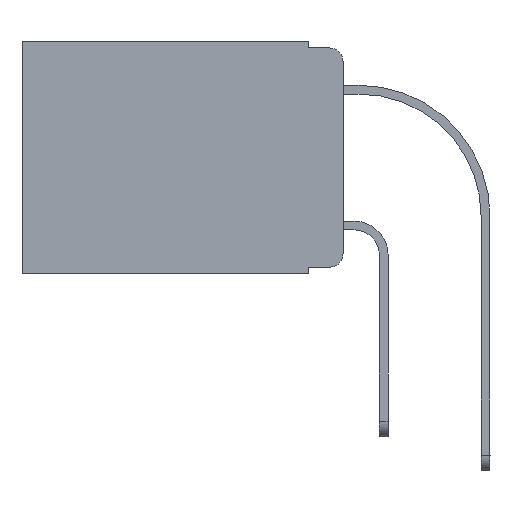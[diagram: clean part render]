
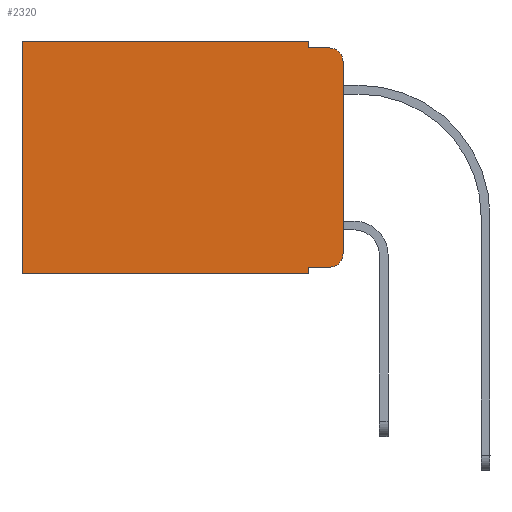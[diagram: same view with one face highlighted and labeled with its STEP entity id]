
A CAD part, left-side view. The second image highlights one B-rep face of the part: STEP entity #2320.
In plain terms, the highlighted planar face has unit normal (-1, 0, 0).
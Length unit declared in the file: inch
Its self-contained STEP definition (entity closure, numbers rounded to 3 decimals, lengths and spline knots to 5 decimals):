
#496 = VERTEX_POINT ( 'NONE', #7694 ) ;
#523 = EDGE_LOOP ( 'NONE', ( #704, #2253, #9184, #2379, #4373, #7274, #9065, #6547, #10080, #2002 ) ) ;
#704 = ORIENTED_EDGE ( 'NONE', *, *, #5228, .F. ) ;
#725 = LINE ( 'NONE', #10386, #7004 ) ;
#749 = CARTESIAN_POINT ( 'NONE',  ( 0.298, 0.02, -0.333 ) ) ;
#829 = AXIS2_PLACEMENT_3D ( 'NONE', #5162, #10290, #13612 ) ;
#1049 = VECTOR ( 'NONE', #11609, 39.37008 ) ;
#1292 = VECTOR ( 'NONE', #9856, 39.37008 ) ;
#1382 = LINE ( 'NONE', #13513, #6890 ) ;
#1980 = VERTEX_POINT ( 'NONE', #9458 ) ;
#1984 = LINE ( 'NONE', #3113, #2625 ) ;
#2002 = ORIENTED_EDGE ( 'NONE', *, *, #3734, .T. ) ;
#2159 = CARTESIAN_POINT ( 'NONE',  ( 0.298, 0., -0.03 ) ) ;
#2253 = ORIENTED_EDGE ( 'NONE', *, *, #4364, .T. ) ;
#2320 = ADVANCED_FACE ( 'NONE', ( #7107 ), #12443, .F. ) ;
#2379 = ORIENTED_EDGE ( 'NONE', *, *, #3232, .F. ) ;
#2566 = VERTEX_POINT ( 'NONE', #2159 ) ;
#2598 = DIRECTION ( 'NONE',  ( 1., 0., 0. ) ) ;
#2625 = VECTOR ( 'NONE', #6301, 39.37008 ) ;
#3113 = CARTESIAN_POINT ( 'NONE',  ( 0.298, 0.051, 0. ) ) ;
#3164 = VERTEX_POINT ( 'NONE', #3558 ) ;
#3232 = EDGE_CURVE ( 'NONE', #496, #8154, #11105, .T. ) ;
#3337 = EDGE_CURVE ( 'NONE', #496, #9804, #7288, .T. ) ;
#3493 = DIRECTION ( 'NONE',  ( 0., 0., -1. ) ) ;
#3558 = CARTESIAN_POINT ( 'NONE',  ( 0.298, 0.473, -0.343 ) ) ;
#3696 = VECTOR ( 'NONE', #13600, 39.37008 ) ;
#3734 = EDGE_CURVE ( 'NONE', #6741, #1980, #6262, .T. ) ;
#3790 = CIRCLE ( 'NONE', #11702, 0.02 ) ;
#3827 = EDGE_CURVE ( 'NONE', #9007, #3164, #13756, .T. ) ;
#3871 = DIRECTION ( 'NONE',  ( 0., 0., -1. ) ) ;
#4364 = EDGE_CURVE ( 'NONE', #2566, #4369, #3790, .T. ) ;
#4369 = VERTEX_POINT ( 'NONE', #5547 ) ;
#4373 = ORIENTED_EDGE ( 'NONE', *, *, #3337, .T. ) ;
#4473 = CARTESIAN_POINT ( 'NONE',  ( 0.298, 0.02, -0.03 ) ) ;
#4899 = CARTESIAN_POINT ( 'NONE',  ( 0.298, 0., 0. ) ) ;
#5162 = CARTESIAN_POINT ( 'NONE',  ( 0.298, 0.02, -0.313 ) ) ;
#5219 = CARTESIAN_POINT ( 'NONE',  ( 0.298, 0.473, 0. ) ) ;
#5228 = EDGE_CURVE ( 'NONE', #2566, #1980, #1382, .T. ) ;
#5547 = CARTESIAN_POINT ( 'NONE',  ( 0.298, 0.02, -0.01 ) ) ;
#5796 = EDGE_CURVE ( 'NONE', #6737, #9007, #1984, .T. ) ;
#6142 = LINE ( 'NONE', #5219, #3696 ) ;
#6262 = CIRCLE ( 'NONE', #829, 0.02 ) ;
#6301 = DIRECTION ( 'NONE',  ( 0., 0., -1. ) ) ;
#6308 = DIRECTION ( 'NONE',  ( 0., -1., 0. ) ) ;
#6547 = ORIENTED_EDGE ( 'NONE', *, *, #5796, .F. ) ;
#6593 = DIRECTION ( 'NONE',  ( -1., 0., 0. ) ) ;
#6737 = VERTEX_POINT ( 'NONE', #7245 ) ;
#6741 = VERTEX_POINT ( 'NONE', #749 ) ;
#6890 = VECTOR ( 'NONE', #12438, 39.37008 ) ;
#7004 = VECTOR ( 'NONE', #6308, 39.37008 ) ;
#7107 = FACE_OUTER_BOUND ( 'NONE', #523, .T. ) ;
#7245 = CARTESIAN_POINT ( 'NONE',  ( 0.298, 0.051, -0.333 ) ) ;
#7268 = CARTESIAN_POINT ( 'NONE',  ( 0.298, 0., -0.343 ) ) ;
#7274 = ORIENTED_EDGE ( 'NONE', *, *, #12023, .T. ) ;
#7288 = LINE ( 'NONE', #4899, #8750 ) ;
#7694 = CARTESIAN_POINT ( 'NONE',  ( 0.298, 0.051, 0. ) ) ;
#7716 = EDGE_CURVE ( 'NONE', #8154, #4369, #8886, .T. ) ;
#8154 = VERTEX_POINT ( 'NONE', #10764 ) ;
#8750 = VECTOR ( 'NONE', #12551, 39.37008 ) ;
#8886 = LINE ( 'NONE', #9994, #1292 ) ;
#9007 = VERTEX_POINT ( 'NONE', #13886 ) ;
#9065 = ORIENTED_EDGE ( 'NONE', *, *, #3827, .F. ) ;
#9184 = ORIENTED_EDGE ( 'NONE', *, *, #7716, .F. ) ;
#9458 = CARTESIAN_POINT ( 'NONE',  ( 0.298, 0., -0.313 ) ) ;
#9804 = VERTEX_POINT ( 'NONE', #12767 ) ;
#9856 = DIRECTION ( 'NONE',  ( 0., -1., 0. ) ) ;
#9994 = CARTESIAN_POINT ( 'NONE',  ( 0.298, 0.051, -0.01 ) ) ;
#10080 = ORIENTED_EDGE ( 'NONE', *, *, #11119, .T. ) ;
#10167 = CARTESIAN_POINT ( 'NONE',  ( 0.298, 0.051, 0. ) ) ;
#10290 = DIRECTION ( 'NONE',  ( -1., 0., 0. ) ) ;
#10386 = CARTESIAN_POINT ( 'NONE',  ( 0.298, 0.051, -0.333 ) ) ;
#10764 = CARTESIAN_POINT ( 'NONE',  ( 0.298, 0.051, -0.01 ) ) ;
#11105 = LINE ( 'NONE', #10167, #13306 ) ;
#11119 = EDGE_CURVE ( 'NONE', #6737, #6741, #725, .T. ) ;
#11291 = CARTESIAN_POINT ( 'NONE',  ( 0.298, 0., 0. ) ) ;
#11609 = DIRECTION ( 'NONE',  ( 0., 1., 0. ) ) ;
#11702 = AXIS2_PLACEMENT_3D ( 'NONE', #4473, #6593, #3493 ) ;
#12023 = EDGE_CURVE ( 'NONE', #9804, #3164, #6142, .T. ) ;
#12438 = DIRECTION ( 'NONE',  ( 0., 0., -1. ) ) ;
#12443 = PLANE ( 'NONE',  #13141 ) ;
#12551 = DIRECTION ( 'NONE',  ( 0., 1., 0. ) ) ;
#12767 = CARTESIAN_POINT ( 'NONE',  ( 0.298, 0.473, 0. ) ) ;
#13141 = AXIS2_PLACEMENT_3D ( 'NONE', #11291, #2598, #3871 ) ;
#13201 = DIRECTION ( 'NONE',  ( 0., 0., -1. ) ) ;
#13306 = VECTOR ( 'NONE', #13201, 39.37008 ) ;
#13513 = CARTESIAN_POINT ( 'NONE',  ( 0.298, 0., 0. ) ) ;
#13600 = DIRECTION ( 'NONE',  ( 0., 0., -1. ) ) ;
#13612 = DIRECTION ( 'NONE',  ( 0., 0., -1. ) ) ;
#13756 = LINE ( 'NONE', #7268, #1049 ) ;
#13886 = CARTESIAN_POINT ( 'NONE',  ( 0.298, 0.051, -0.343 ) ) ;
